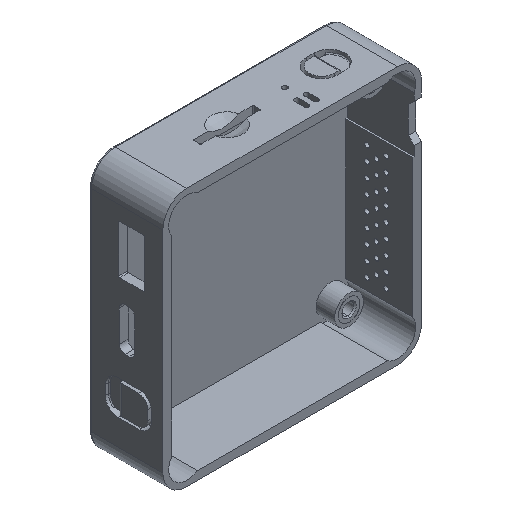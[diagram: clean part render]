
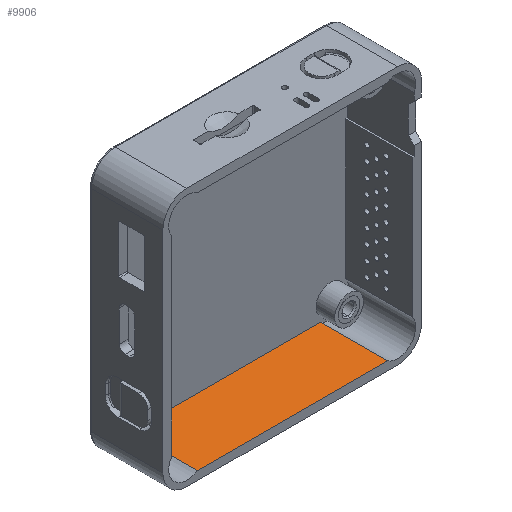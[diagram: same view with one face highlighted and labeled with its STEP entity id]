
A CAD part, isometric view. The second image highlights one B-rep face of the part: STEP entity #9906.
In plain terms, the highlighted planar face has unit normal (0, 0, 1).
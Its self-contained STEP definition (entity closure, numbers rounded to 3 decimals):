
#161 = DIRECTION ( 'NONE',  ( -1., 0., 0. ) ) ;
#221 = CARTESIAN_POINT ( 'NONE',  ( -11.413, -40., -58.518 ) ) ;
#516 = CARTESIAN_POINT ( 'NONE',  ( -11.413, -54., -58.518 ) ) ;
#841 = DIRECTION ( 'NONE',  ( 0., 1., 0. ) ) ;
#1081 = CARTESIAN_POINT ( 'NONE',  ( -11.413, -54., -58.518 ) ) ;
#1225 = LINE ( 'NONE', #3348, #11088 ) ;
#1813 = DIRECTION ( 'NONE',  ( 0., 0., -1. ) ) ;
#2686 = CARTESIAN_POINT ( 'NONE',  ( -55.137, -38.6, -58.518 ) ) ;
#2820 = ORIENTED_EDGE ( 'NONE', *, *, #3828, .F. ) ;
#3348 = CARTESIAN_POINT ( 'NONE',  ( -11.413, -54., -58.518 ) ) ;
#3828 = EDGE_CURVE ( 'NONE', #11028, #8577, #1225, .T. ) ;
#3910 = CARTESIAN_POINT ( 'NONE',  ( -51.162, -54., -58.518 ) ) ;
#3940 = VECTOR ( 'NONE', #161, 1000. ) ;
#4320 = LINE ( 'NONE', #4440, #5532 ) ;
#4440 = CARTESIAN_POINT ( 'NONE',  ( -51.162, -40., -58.518 ) ) ;
#4690 = ORIENTED_EDGE ( 'NONE', *, *, #8063, .T. ) ;
#4818 = LINE ( 'NONE', #221, #3940 ) ;
#5392 = EDGE_CURVE ( 'NONE', #12217, #7300, #4818, .T. ) ;
#5532 = VECTOR ( 'NONE', #8136, 1000. ) ;
#6294 = EDGE_LOOP ( 'NONE', ( #8225, #4690, #2820, #6609 ) ) ;
#6553 = FACE_OUTER_BOUND ( 'NONE', #6294, .T. ) ;
#6609 = ORIENTED_EDGE ( 'NONE', *, *, #6815, .T. ) ;
#6815 = EDGE_CURVE ( 'NONE', #11028, #12217, #9385, .T. ) ;
#7300 = VERTEX_POINT ( 'NONE', #10309 ) ;
#8025 = DIRECTION ( 'NONE',  ( -1., 0., 0. ) ) ;
#8063 = EDGE_CURVE ( 'NONE', #7300, #8577, #4320, .T. ) ;
#8136 = DIRECTION ( 'NONE',  ( 0., -1., 0. ) ) ;
#8197 = AXIS2_PLACEMENT_3D ( 'NONE', #2686, #1813, #12223 ) ;
#8225 = ORIENTED_EDGE ( 'NONE', *, *, #5392, .T. ) ;
#8497 = PLANE ( 'NONE',  #8197 ) ;
#8577 = VERTEX_POINT ( 'NONE', #3910 ) ;
#9385 = LINE ( 'NONE', #1081, #10349 ) ;
#9906 = ADVANCED_FACE ( 'NONE', ( #6553 ), #8497, .F. ) ;
#10309 = CARTESIAN_POINT ( 'NONE',  ( -51.162, -40., -58.518 ) ) ;
#10349 = VECTOR ( 'NONE', #841, 1000. ) ;
#10899 = CARTESIAN_POINT ( 'NONE',  ( -11.413, -40., -58.518 ) ) ;
#11028 = VERTEX_POINT ( 'NONE', #516 ) ;
#11088 = VECTOR ( 'NONE', #8025, 1000. ) ;
#12217 = VERTEX_POINT ( 'NONE', #10899 ) ;
#12223 = DIRECTION ( 'NONE',  ( -1., 0., 0. ) ) ;
